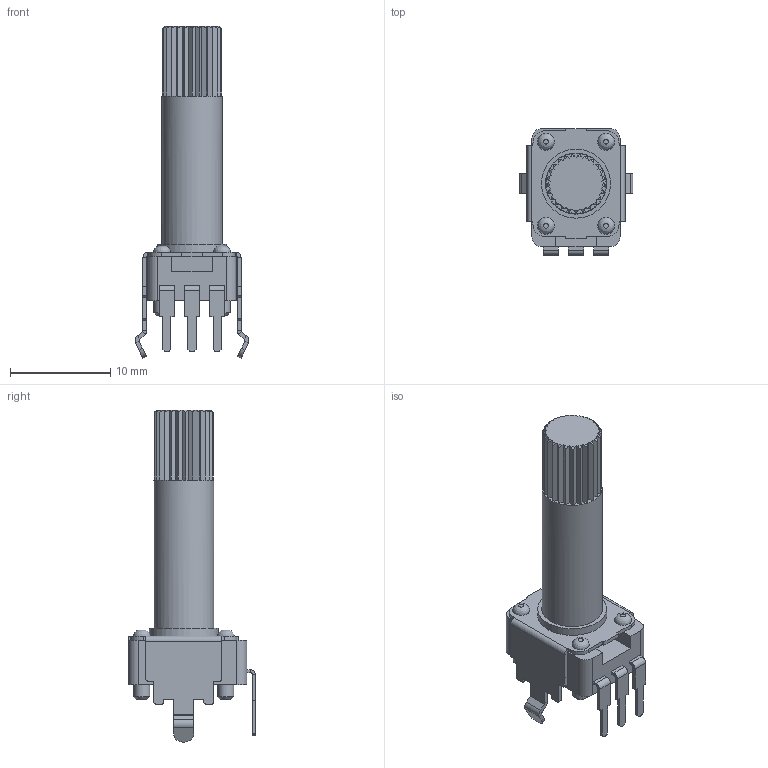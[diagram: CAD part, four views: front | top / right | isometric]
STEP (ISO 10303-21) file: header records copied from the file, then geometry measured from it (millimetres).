
FILE_DESCRIPTION(('FreeCAD Model'),'2;1');
FILE_NAME('ALPS-RK09K.step','2018-07-02T12:51:31',('kicad StepUp'),('ksu MCAD'), 'Open CASCADE STEP processor 7.2','FreeCAD','Unknown');
FILE_SCHEMA(('AUTOMOTIVE_DESIGN { 1 0 10303 214 1 1 1 1 }'));
Length unit declared in the file: millimetre
Products named in the file (1): ALPS-RK09K
Bounding box: 11.39 x 12.65 x 33.19 mm (x, y, z)
Volume: 1169.6 mm3; surface area: 1259.9 mm2
Topology: 1 solids, 1 shells, 350 faces, 860 edges, 528 vertices
Faces by surface type: plane 260, cylinder 54, cone 32, revolution 4
Full cylindrical faces by diameter (mm): 1.3 x2, 1.6 x4, 6 x1, 6.1 x1, 6.9 x1
Entity records: 12672 total; most frequent: DIRECTION 1811, CARTESIAN_POINT 1779, ORIENTED_EDGE 1720, EDGE_CURVE 860, LINE 607, VECTOR 607, AXIS2_PLACEMENT_3D 600, VERTEX_POINT 528
